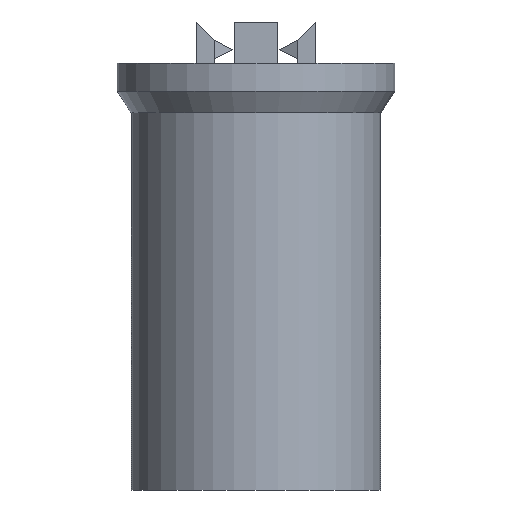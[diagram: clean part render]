
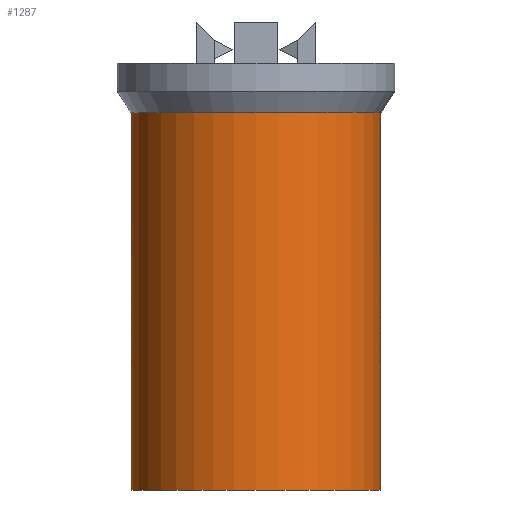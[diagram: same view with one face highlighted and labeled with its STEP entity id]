
A CAD part, front view. The second image highlights one B-rep face of the part: STEP entity #1287.
In plain terms, the highlighted cylindrical face has radius 5.75 mm (diameter 11.5 mm), a partial arc.
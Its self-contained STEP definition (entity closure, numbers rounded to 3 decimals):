
#33 = LINE ( 'NONE', #893, #1010 ) ;
#155 = EDGE_CURVE ( 'NONE', #541, #1824, #660, .T. ) ;
#186 = CIRCLE ( 'NONE', #362, 5.75 ) ;
#243 = ORIENTED_EDGE ( 'NONE', *, *, #1932, .T. ) ;
#245 = EDGE_LOOP ( 'NONE', ( #442, #1156, #243, #955 ) ) ;
#306 = EDGE_CURVE ( 'NONE', #1522, #1930, #186, .T. ) ;
#362 = AXIS2_PLACEMENT_3D ( 'NONE', #673, #1147, #680 ) ;
#386 = CARTESIAN_POINT ( 'NONE',  ( 5.75, 0., -18.4 ) ) ;
#442 = ORIENTED_EDGE ( 'NONE', *, *, #621, .F. ) ;
#541 = VERTEX_POINT ( 'NONE', #736 ) ;
#621 = EDGE_CURVE ( 'NONE', #1930, #1824, #33, .T. ) ;
#627 = DIRECTION ( 'NONE',  ( 1., 0., 0. ) ) ;
#654 = VECTOR ( 'NONE', #1401, 1000. ) ;
#660 = CIRCLE ( 'NONE', #870, 5.75 ) ;
#673 = CARTESIAN_POINT ( 'NONE',  ( 0., 0., -18.4 ) ) ;
#680 = DIRECTION ( 'NONE',  ( -1., 0., 0. ) ) ;
#736 = CARTESIAN_POINT ( 'NONE',  ( 5.75, 0., -1. ) ) ;
#870 = AXIS2_PLACEMENT_3D ( 'NONE', #1256, #947, #1415 ) ;
#883 = DIRECTION ( 'NONE',  ( 0., 0., 1. ) ) ;
#893 = CARTESIAN_POINT ( 'NONE',  ( -5.75, 0., -18.4 ) ) ;
#908 = CARTESIAN_POINT ( 'NONE',  ( -5.75, 0., -1. ) ) ;
#947 = DIRECTION ( 'NONE',  ( 0., 0., -1. ) ) ;
#955 = ORIENTED_EDGE ( 'NONE', *, *, #155, .T. ) ;
#1007 = CYLINDRICAL_SURFACE ( 'NONE', #1873, 5.75 ) ;
#1010 = VECTOR ( 'NONE', #883, 1000. ) ;
#1068 = DIRECTION ( 'NONE',  ( 0., 0., 1. ) ) ;
#1147 = DIRECTION ( 'NONE',  ( 0., 0., -1. ) ) ;
#1156 = ORIENTED_EDGE ( 'NONE', *, *, #306, .F. ) ;
#1247 = CARTESIAN_POINT ( 'NONE',  ( 5.75, 0., -18.4 ) ) ;
#1256 = CARTESIAN_POINT ( 'NONE',  ( 0., 0., -1. ) ) ;
#1287 = ADVANCED_FACE ( 'NONE', ( #1351 ), #1007, .T. ) ;
#1351 = FACE_OUTER_BOUND ( 'NONE', #245, .T. ) ;
#1401 = DIRECTION ( 'NONE',  ( 0., 0., 1. ) ) ;
#1415 = DIRECTION ( 'NONE',  ( -1., 0., 0. ) ) ;
#1522 = VERTEX_POINT ( 'NONE', #386 ) ;
#1696 = CARTESIAN_POINT ( 'NONE',  ( 0., 0., -18.4 ) ) ;
#1824 = VERTEX_POINT ( 'NONE', #908 ) ;
#1851 = CARTESIAN_POINT ( 'NONE',  ( -5.75, 0., -18.4 ) ) ;
#1873 = AXIS2_PLACEMENT_3D ( 'NONE', #1696, #1068, #627 ) ;
#1919 = LINE ( 'NONE', #1247, #654 ) ;
#1930 = VERTEX_POINT ( 'NONE', #1851 ) ;
#1932 = EDGE_CURVE ( 'NONE', #1522, #541, #1919, .T. ) ;
